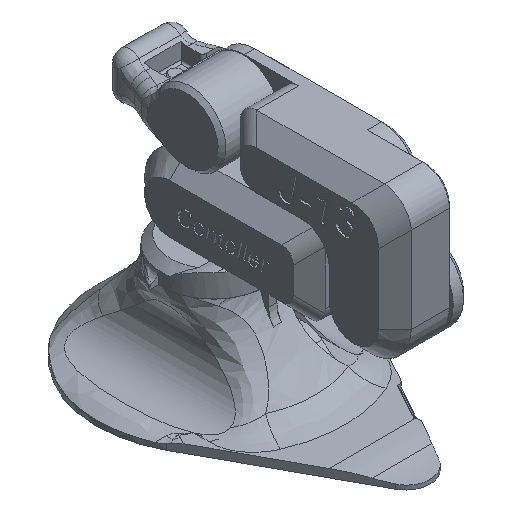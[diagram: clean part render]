
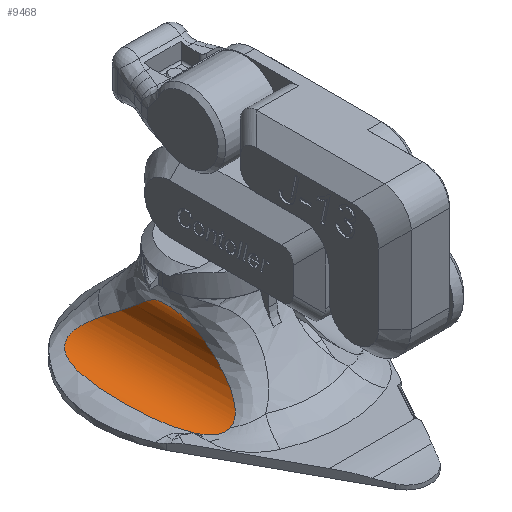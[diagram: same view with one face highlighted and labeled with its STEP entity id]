
A CAD part, isometric view. The second image highlights one B-rep face of the part: STEP entity #9468.
In plain terms, the highlighted cylindrical face has radius 10 mm (diameter 20 mm), a partial arc.
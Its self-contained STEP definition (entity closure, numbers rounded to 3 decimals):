
#481=B_SPLINE_CURVE_WITH_KNOTS('',3,(#15116,#15117,#15118,#15119,#15120,
#15121,#15122,#15123,#15124,#15125,#15126,#15127,#15128),.UNSPECIFIED.,
 .F.,.F.,(4,1,1,1,1,1,1,1,1,1,4),(13.231,13.977,14.724,
15.471,16.218,16.591,16.965,17.338,
17.712,18.085,18.458),.UNSPECIFIED.);
#493=B_SPLINE_CURVE_WITH_KNOTS('',3,(#20634,#20635,#20636,#20637,#20638,
#20639,#20640,#20641,#20642,#20643,#20644,#20645,#20646,#20647,#20648,#20649,
#20650,#20651,#20652,#20653,#20654,#20655,#20656,#20657,#20658,#20659),
 .UNSPECIFIED.,.F.,.F.,(4,1,1,1,1,1,1,1,1,1,1,1,1,1,1,1,1,1,1,1,1,1,1,4),
(6.293,6.789,7.284,7.78,8.028,
8.275,8.441,8.606,8.853,8.936,
9.101,9.266,9.597,9.927,10.257,
10.588,11.248,11.414,11.579,12.239,
12.487,12.735,12.983,13.231),
 .UNSPECIFIED.);
#1195=FACE_OUTER_BOUND('',#1764,.T.);
#1764=EDGE_LOOP('',(#6824,#6825));
#3948=VERTEX_POINT('',#13534);
#4035=VERTEX_POINT('',#15115);
#5052=EDGE_CURVE('',#3948,#4035,#481,.T.);
#5068=EDGE_CURVE('',#4035,#3948,#493,.T.);
#6824=ORIENTED_EDGE('',*,*,#5068,.F.);
#6825=ORIENTED_EDGE('',*,*,#5052,.F.);
#9316=CYLINDRICAL_SURFACE('',#10078,10.);
#9468=ADVANCED_FACE('',(#1195),#9316,.F.);
#10078=AXIS2_PLACEMENT_3D('',#21078,#10924,#10925);
#10924=DIRECTION('center_axis',(0.,-1.,0.));
#10925=DIRECTION('ref_axis',(1.,0.,0.));
#13534=CARTESIAN_POINT('',(-20.,-15.164,2.));
#15115=CARTESIAN_POINT('',(-11.382,15.665,6.928));
#15116=CARTESIAN_POINT('Ctrl Pts',(-20.,-15.164,
2.));
#15117=CARTESIAN_POINT('Ctrl Pts',(-20.885,-13.18,2.));
#15118=CARTESIAN_POINT('Ctrl Pts',(-22.111,-8.587,
2.206));
#15119=CARTESIAN_POINT('Ctrl Pts',(-22.786,-1.161,
2.396));
#15120=CARTESIAN_POINT('Ctrl Pts',(-22.431,6.331,2.294));
#15121=CARTESIAN_POINT('Ctrl Pts',(-21.226,12.27,2.028));
#15122=CARTESIAN_POINT('Ctrl Pts',(-19.533,16.372,1.975));
#15123=CARTESIAN_POINT('Ctrl Pts',(-17.825,18.793,2.173));
#15124=CARTESIAN_POINT('Ctrl Pts',(-15.758,19.872,2.85));
#15125=CARTESIAN_POINT('Ctrl Pts',(-13.858,19.291,4.012));
#15126=CARTESIAN_POINT('Ctrl Pts',(-12.404,17.735,5.404));
#15127=CARTESIAN_POINT('Ctrl Pts',(-11.686,16.379,6.411));
#15128=CARTESIAN_POINT('Ctrl Pts',(-11.382,15.665,6.928));
#20634=CARTESIAN_POINT('Ctrl Pts',(-11.382,15.665,6.928));
#20635=CARTESIAN_POINT('Ctrl Pts',(-10.978,14.717,7.614));
#20636=CARTESIAN_POINT('Ctrl Pts',(-10.361,12.694,9.033));
#20637=CARTESIAN_POINT('Ctrl Pts',(-9.933,9.616,11.29));
#20638=CARTESIAN_POINT('Ctrl Pts',(-10.026,7.262,13.302));
#20639=CARTESIAN_POINT('Ctrl Pts',(-10.403,5.491,14.9));
#20640=CARTESIAN_POINT('Ctrl Pts',(-10.777,4.233,15.902));
#20641=CARTESIAN_POINT('Ctrl Pts',(-11.136,2.908,16.645));
#20642=CARTESIAN_POINT('Ctrl Pts',(-11.457,1.284,17.202));
#20643=CARTESIAN_POINT('Ctrl Pts',(-11.503,-0.447,
17.273));
#20644=CARTESIAN_POINT('Ctrl Pts',(-11.318,-1.999,16.966));
#20645=CARTESIAN_POINT('Ctrl Pts',(-11.086,-3.12,
16.547));
#20646=CARTESIAN_POINT('Ctrl Pts',(-10.671,-4.586,15.666));
#20647=CARTESIAN_POINT('Ctrl Pts',(-10.238,-6.084,
14.371));
#20648=CARTESIAN_POINT('Ctrl Pts',(-9.986,-7.881,
12.756));
#20649=CARTESIAN_POINT('Ctrl Pts',(-9.993,-9.813,
11.173));
#20650=CARTESIAN_POINT('Ctrl Pts',(-10.323,-12.515,
9.148));
#20651=CARTESIAN_POINT('Ctrl Pts',(-10.994,-14.914,7.484));
#20652=CARTESIAN_POINT('Ctrl Pts',(-11.889,-16.753,
6.132));
#20653=CARTESIAN_POINT('Ctrl Pts',(-12.911,-18.438,
4.827));
#20654=CARTESIAN_POINT('Ctrl Pts',(-14.476,-19.822,
3.507));
#20655=CARTESIAN_POINT('Ctrl Pts',(-16.582,-19.5,
2.565));
#20656=CARTESIAN_POINT('Ctrl Pts',(-17.895,-18.559,
2.197));
#20657=CARTESIAN_POINT('Ctrl Pts',(-19.06,-17.063,
2.025));
#20658=CARTESIAN_POINT('Ctrl Pts',(-19.706,-15.822,
2.));
#20659=CARTESIAN_POINT('Ctrl Pts',(-20.,-15.164,
2.));
#21078=CARTESIAN_POINT('Origin',(-20.,0.,12.));
